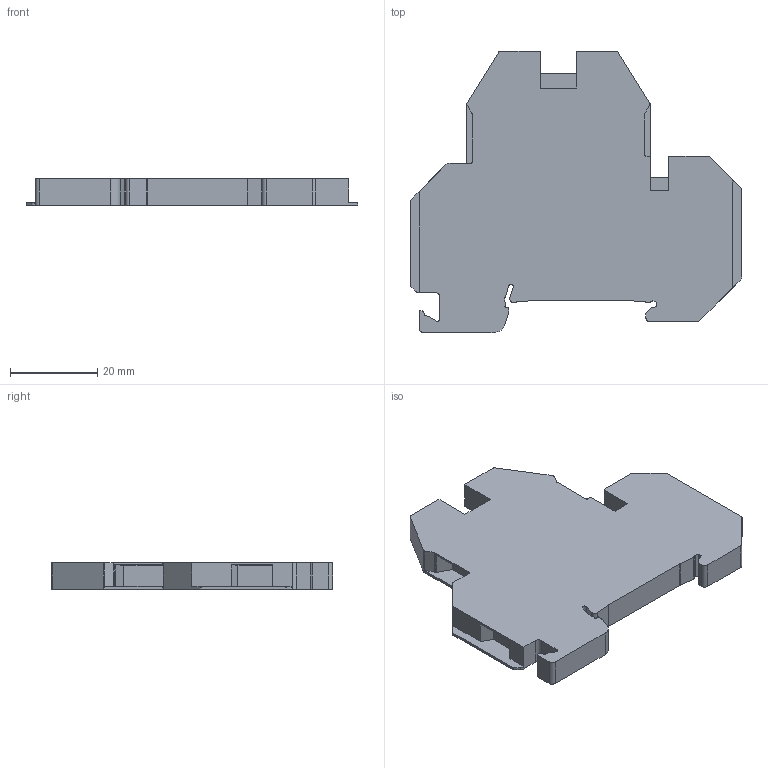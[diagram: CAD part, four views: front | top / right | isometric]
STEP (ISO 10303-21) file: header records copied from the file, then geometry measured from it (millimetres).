
FILE_DESCRIPTION((''),'2;1');
FILE_NAME('SRKD40_ISO_GEN','2014-01-13T',('Carl'),(''),'PRO/ENGINEER BY PARAMETRIC TECHNOLOGY CORPORATION, 2013130','PRO/ENGINEER BY PARAMETRIC TECHNOLOGY CORPORATION, 2013130','');
FILE_SCHEMA(('CONFIG_CONTROL_DESIGN'));
Length unit declared in the file: millimetre
Products named in the file (1): SRKD40_ISO_GEN
Bounding box: 76 x 64.5 x 6.1 mm (x, y, z)
Volume: 19383 mm3; surface area: 9395.3 mm2
Topology: 1 solids, 1 shells, 141 faces, 405 edges, 270 vertices
Faces by surface type: plane 86, cylinder 55
Entity records: 4678 total; most frequent: CARTESIAN_POINT 882, ORIENTED_EDGE 810, DIRECTION 761, EDGE_CURVE 405, VECTOR 293, LINE 293, VERTEX_POINT 270, AXIS2_PLACEMENT_3D 234
